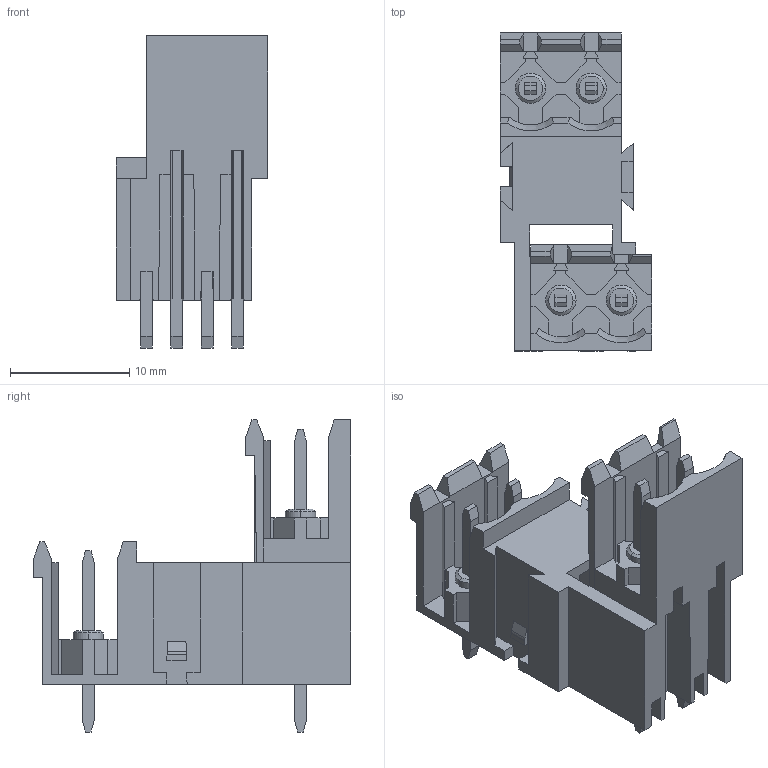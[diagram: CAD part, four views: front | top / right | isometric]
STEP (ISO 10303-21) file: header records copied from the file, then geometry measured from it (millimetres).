
FILE_DESCRIPTION (( 'STEP AP203' ), '1' );
FILE_NAME ('SOKETLI BASKILI DEVRE KLEMENSI - 5,08 MM KATLI ERKEK 180 - 2 LI.STEP', '2018-09-17T11:56:12', ( 'user' ), ( '' ), 'SwSTEP 2.0', 'SolidWorks 2016', '' );
FILE_SCHEMA (( 'CONFIG_CONTROL_DESIGN' ));
Length unit declared in the file: millimetre
Products named in the file (1): SOKETLI BASKILI DEVRE KLEMENSI - 5,08 MM KATLI ERKEK 180 - 2 LI
Bounding box: 12.7 x 26.63 x 26.16 mm (x, y, z)
Volume: 1736.2 mm3; surface area: 3846.9 mm2
Topology: 1 solids, 1 shells, 394 faces, 1099 edges, 718 vertices
Faces by surface type: plane 361, cylinder 17, cone 16
Entity records: 12460 total; most frequent: CARTESIAN_POINT 2254, ORIENTED_EDGE 2198, DIRECTION 1931, EDGE_CURVE 1099, LINE 1029, VECTOR 1029, VERTEX_POINT 718, AXIS2_PLACEMENT_3D 451
